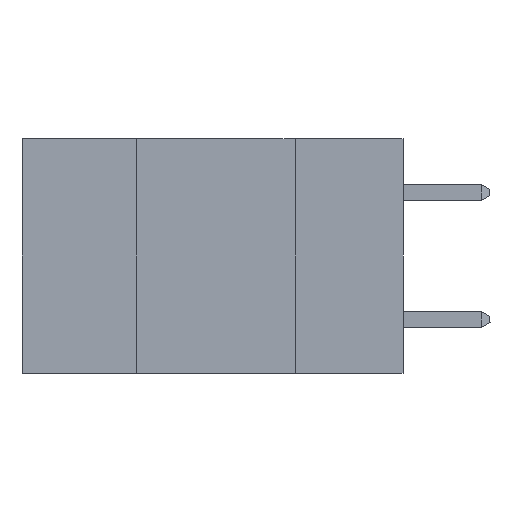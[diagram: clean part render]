
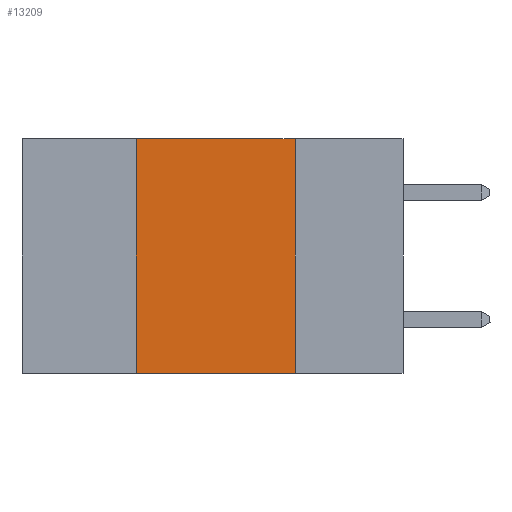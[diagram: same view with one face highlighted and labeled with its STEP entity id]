
A CAD part, left-side view. The second image highlights one B-rep face of the part: STEP entity #13209.
In plain terms, the highlighted planar face has unit normal (-1, 0, 0).
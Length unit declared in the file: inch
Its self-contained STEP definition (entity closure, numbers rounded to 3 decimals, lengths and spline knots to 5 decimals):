
#531 = ORIENTED_EDGE ( 'NONE', *, *, #7286, .F. ) ;
#1930 = DIRECTION ( 'NONE',  ( 0., 0., -1. ) ) ;
#2248 = LINE ( 'NONE', #21652, #10837 ) ;
#2588 = ORIENTED_EDGE ( 'NONE', *, *, #7810, .F. ) ;
#3170 = VERTEX_POINT ( 'NONE', #21171 ) ;
#3830 = DIRECTION ( 'NONE',  ( 1., 0., 0. ) ) ;
#4457 = VERTEX_POINT ( 'NONE', #12741 ) ;
#6610 = VERTEX_POINT ( 'NONE', #10519 ) ;
#7286 = EDGE_CURVE ( 'NONE', #8790, #3170, #19974, .T. ) ;
#7810 = EDGE_CURVE ( 'NONE', #3170, #4457, #2248, .T. ) ;
#8628 = ORIENTED_EDGE ( 'NONE', *, *, #16450, .F. ) ;
#8653 = DIRECTION ( 'NONE',  ( 0., -1., 0. ) ) ;
#8790 = VERTEX_POINT ( 'NONE', #11707 ) ;
#10371 = CARTESIAN_POINT ( 'NONE',  ( 0., 0.6, -0.37 ) ) ;
#10446 = PLANE ( 'NONE',  #18923 ) ;
#10519 = CARTESIAN_POINT ( 'NONE',  ( 0., 0.42, -0.37 ) ) ;
#10788 = EDGE_CURVE ( 'NONE', #6610, #4457, #12817, .T. ) ;
#10837 = VECTOR ( 'NONE', #19526, 39.37008 ) ;
#11707 = CARTESIAN_POINT ( 'NONE',  ( 0., 0.42, 0. ) ) ;
#12673 = DIRECTION ( 'NONE',  ( 0., -1., 0. ) ) ;
#12741 = CARTESIAN_POINT ( 'NONE',  ( 0., 0.17, -0.37 ) ) ;
#12817 = LINE ( 'NONE', #10371, #21084 ) ;
#13209 = ADVANCED_FACE ( 'NONE', ( #19204 ), #10446, .F. ) ;
#14999 = DIRECTION ( 'NONE',  ( 0., 0., 1. ) ) ;
#15133 = CARTESIAN_POINT ( 'NONE',  ( 0., 0.42, 0. ) ) ;
#15155 = CARTESIAN_POINT ( 'NONE',  ( 0., 0.6, 0. ) ) ;
#16450 = EDGE_CURVE ( 'NONE', #6610, #8790, #24090, .T. ) ;
#18923 = AXIS2_PLACEMENT_3D ( 'NONE', #19066, #3830, #1930 ) ;
#19066 = CARTESIAN_POINT ( 'NONE',  ( 0., 0.6, 0. ) ) ;
#19204 = FACE_OUTER_BOUND ( 'NONE', #19503, .T. ) ;
#19503 = EDGE_LOOP ( 'NONE', ( #2588, #531, #8628, #23776 ) ) ;
#19526 = DIRECTION ( 'NONE',  ( 0., 0., -1. ) ) ;
#19528 = VECTOR ( 'NONE', #8653, 39.37008 ) ;
#19974 = LINE ( 'NONE', #15155, #19528 ) ;
#21084 = VECTOR ( 'NONE', #12673, 39.37008 ) ;
#21171 = CARTESIAN_POINT ( 'NONE',  ( 0., 0.17, 0. ) ) ;
#21652 = CARTESIAN_POINT ( 'NONE',  ( 0., 0.17, 0. ) ) ;
#23776 = ORIENTED_EDGE ( 'NONE', *, *, #10788, .T. ) ;
#24090 = LINE ( 'NONE', #15133, #27790 ) ;
#27790 = VECTOR ( 'NONE', #14999, 39.37008 ) ;
